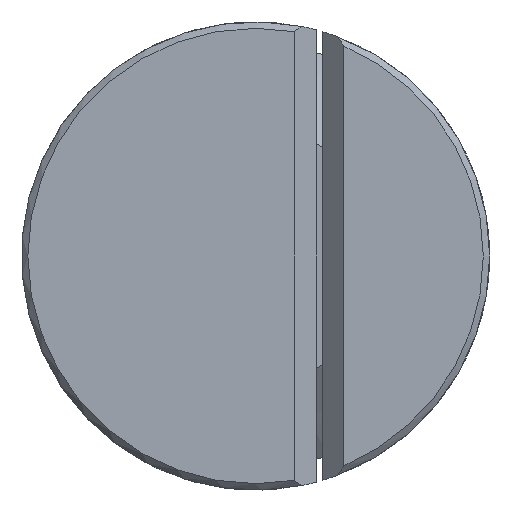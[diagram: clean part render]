
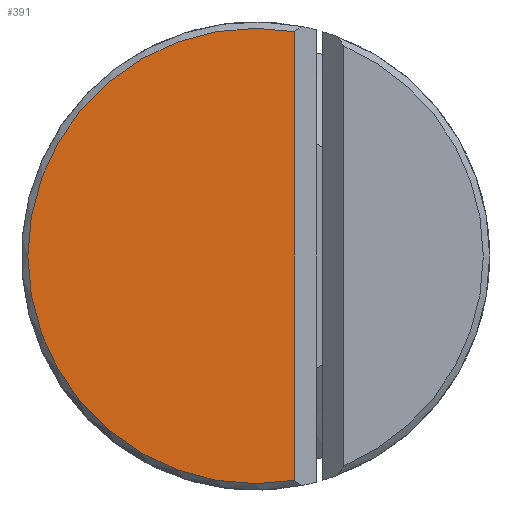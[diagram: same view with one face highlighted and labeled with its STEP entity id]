
A CAD part, left-side view. The second image highlights one B-rep face of the part: STEP entity #391.
In plain terms, the highlighted planar face has unit normal (-1, 0, 0).
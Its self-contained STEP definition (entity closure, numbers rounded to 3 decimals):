
#25=LINE('',#635,#54);
#54=VECTOR('',#497,10.);
#83=PLANE('',#437);
#100=FACE_OUTER_BOUND('',#122,.T.);
#122=EDGE_LOOP('',(#277,#278));
#144=CIRCLE('',#435,10.7);
#173=VERTEX_POINT('',#623);
#174=VERTEX_POINT('',#627);
#214=EDGE_CURVE('',#173,#174,#144,.T.);
#217=EDGE_CURVE('',#174,#173,#25,.T.);
#277=ORIENTED_EDGE('',*,*,#214,.F.);
#278=ORIENTED_EDGE('',*,*,#217,.F.);
#391=ADVANCED_FACE('',(#100),#83,.T.);
#435=AXIS2_PLACEMENT_3D('',#628,#491,#492);
#437=AXIS2_PLACEMENT_3D('',#634,#495,#496);
#491=DIRECTION('center_axis',(1.,0.,0.));
#492=DIRECTION('ref_axis',(0.,1.,0.));
#495=DIRECTION('center_axis',(-1.,0.,0.));
#496=DIRECTION('ref_axis',(0.,0.,1.));
#497=DIRECTION('',(0.,0.,-1.));
#623=CARTESIAN_POINT('',(0.,-1.84,-10.541));
#627=CARTESIAN_POINT('',(0.,-1.84,10.541));
#628=CARTESIAN_POINT('Origin',(0.,0.,0.));
#634=CARTESIAN_POINT('Origin',(0.,-6.,0.));
#635=CARTESIAN_POINT('',(0.,-1.84,-5.314));
